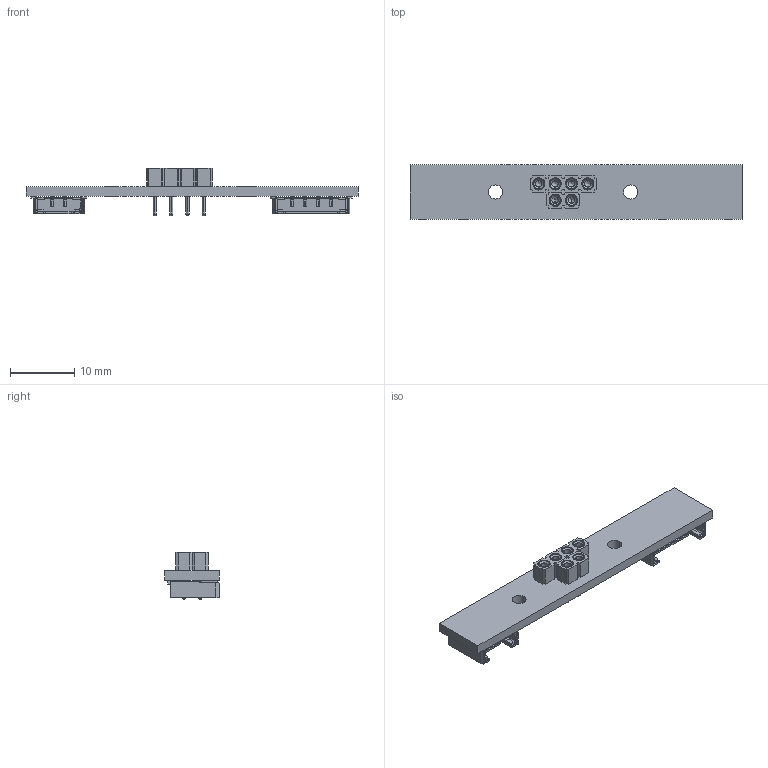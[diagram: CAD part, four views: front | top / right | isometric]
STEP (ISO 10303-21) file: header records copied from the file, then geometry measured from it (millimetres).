
FILE_DESCRIPTION(('KiCad electronic assembly'),'2;1');
FILE_NAME('Header.step','2025-06-19T00:11:23',('Pcbnew'),('Kicad'), 'Open CASCADE STEP processor 7.8','KiCad to STEP converter','Unknown' );
FILE_SCHEMA(('AUTOMOTIVE_DESIGN { 1 0 10303 214 1 1 1 1 }'));
Length unit declared in the file: millimetre
Products named in the file (10): Header 1; mill-max-310-13-104-41-001000; P3XX-11-010-00-000000_P304-11-010-00-000000; 1001_1001-0-00-15-00-00-03-0; mill-max-310-13-102-41-001000; P3XX-11-010-00-000000_P302-11-010-00-000000; 2053380002; 2053380004; Header_PCB
Assembly tree (13 placements, depth 3):
  Header 1
    mill-max-310-13-104-41-001000
      P3XX-11-010-00-000000_P304-11-010-00-000000
      1001_1001-0-00-15-00-00-03-0  x4
    mill-max-310-13-102-41-001000
      P3XX-11-010-00-000000_P302-11-010-00-000000
      1001_1001-0-00-15-00-00-03-0  x2
    2053380002
    2053380004
    Header_PCB
Bounding box: 51.6 x 8.51 x 7.37 mm (x, y, z)
Volume: 929.1 mm3; surface area: 2330 mm2
Topology: 27 solids, 27 shells, 726 faces, 1852 edges, 1180 vertices
Faces by surface type: plane 518, cylinder 136, cone 48, torus 12, sphere 12
Full cylindrical faces by diameter (mm): 1 x6, 2.2 x2
Entity records: 19158 total; most frequent: CARTESIAN_POINT 3308, ORIENTED_EDGE 3240, DIRECTION 3112, EDGE_CURVE 1620, LINE 1400, VECTOR 1400, VERTEX_POINT 1052, AXIS2_PLACEMENT_3D 856
